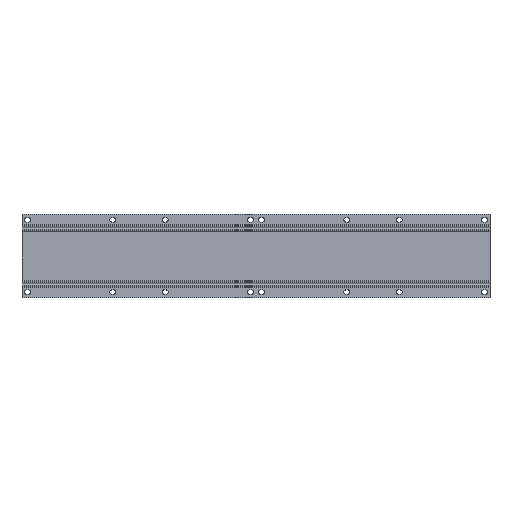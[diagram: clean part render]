
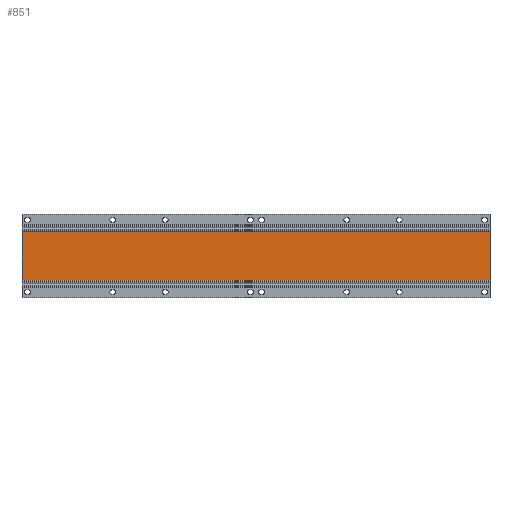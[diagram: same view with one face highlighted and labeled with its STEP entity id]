
A CAD part, top view. The second image highlights one B-rep face of the part: STEP entity #851.
In plain terms, the highlighted planar face has unit normal (0, 0, 1).
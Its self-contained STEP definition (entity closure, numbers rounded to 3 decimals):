
#743=FACE_OUTER_BOUND('',#1103,.T.);
#851=ADVANCED_FACE('',(#743),#959,.T.);
#959=PLANE('',#3145);
#1103=EDGE_LOOP('',(#1466,#1467,#1468,#1469));
#1466=ORIENTED_EDGE('',*,*,#2296,.F.);
#1467=ORIENTED_EDGE('',*,*,#2295,.F.);
#1468=ORIENTED_EDGE('',*,*,#2297,.T.);
#1469=ORIENTED_EDGE('',*,*,#2298,.T.);
#2064=VERTEX_POINT('',#4231);
#2065=VERTEX_POINT('',#4233);
#2066=VERTEX_POINT('',#4237);
#2067=VERTEX_POINT('',#4239);
#2295=EDGE_CURVE('',#2065,#2064,#2549,.T.);
#2296=EDGE_CURVE('',#2064,#2066,#2550,.T.);
#2297=EDGE_CURVE('',#2065,#2067,#2551,.T.);
#2298=EDGE_CURVE('',#2067,#2066,#2552,.T.);
#2549=LINE('',#4234,#2803);
#2550=LINE('',#4236,#2804);
#2551=LINE('',#4238,#2805);
#2552=LINE('',#4240,#2806);
#2803=VECTOR('',#3538,1.);
#2804=VECTOR('',#3541,1.);
#2805=VECTOR('',#3542,1.);
#2806=VECTOR('',#3543,1.);
#3145=AXIS2_PLACEMENT_3D('',#4241,#3544,#3545);
#3538=DIRECTION('',(-1.,0.,0.));
#3541=DIRECTION('',(0.,1.,0.));
#3542=DIRECTION('',(0.,1.,0.));
#3543=DIRECTION('',(-1.,0.,0.));
#3544=DIRECTION('',(0.,0.,1.));
#3545=DIRECTION('',(0.,-1.,0.));
#4231=CARTESIAN_POINT('',(0.,37.449,4.453));
#4233=CARTESIAN_POINT('',(1000.,37.449,4.453));
#4234=CARTESIAN_POINT('',(1000.,37.449,4.453));
#4236=CARTESIAN_POINT('',(0.,37.449,4.453));
#4237=CARTESIAN_POINT('',(0.,141.1,4.453));
#4238=CARTESIAN_POINT('',(1000.,37.449,4.453));
#4239=CARTESIAN_POINT('',(1000.,141.1,4.453));
#4240=CARTESIAN_POINT('',(1000.,141.1,4.453));
#4241=CARTESIAN_POINT('',(1000.,37.449,4.453));
